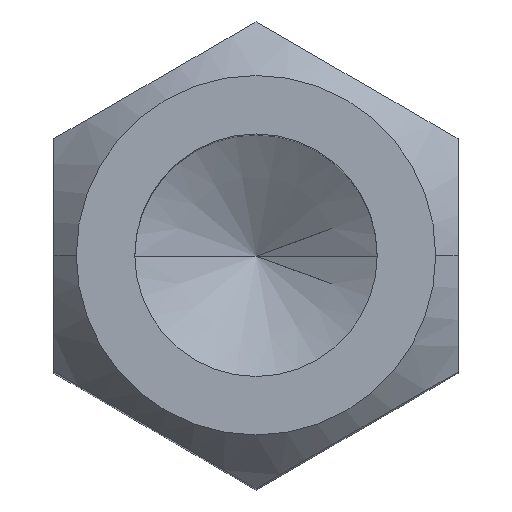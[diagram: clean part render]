
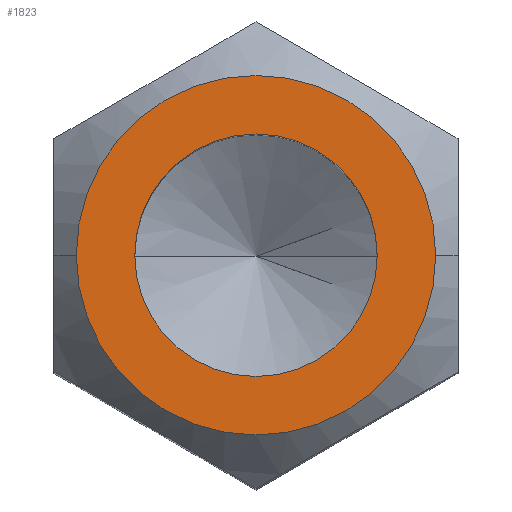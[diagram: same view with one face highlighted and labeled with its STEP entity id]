
A CAD part, top view. The second image highlights one B-rep face of the part: STEP entity #1823.
In plain terms, the highlighted planar face has unit normal (0, 0, 1).
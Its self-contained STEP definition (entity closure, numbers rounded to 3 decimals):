
#107 = DIRECTION ( 'NONE',  ( 1., 0., 0. ) ) ;
#156 = EDGE_CURVE ( 'NONE', #1755, #557, #410, .T. ) ;
#173 = ORIENTED_EDGE ( 'NONE', *, *, #156, .F. ) ;
#197 = FACE_OUTER_BOUND ( 'NONE', #874, .T. ) ;
#240 = CARTESIAN_POINT ( 'NONE',  ( 0., 0., 6. ) ) ;
#255 = CIRCLE ( 'NONE', #548, 1.65 ) ;
#310 = CIRCLE ( 'NONE', #1667, 1.65 ) ;
#402 = DIRECTION ( 'NONE',  ( 1., 0., 0. ) ) ;
#410 = CIRCLE ( 'NONE', #936, 2.446 ) ;
#548 = AXIS2_PLACEMENT_3D ( 'NONE', #549, #1616, #699 ) ;
#549 = CARTESIAN_POINT ( 'NONE',  ( 0., 0., 6. ) ) ;
#557 = VERTEX_POINT ( 'NONE', #1700 ) ;
#640 = ORIENTED_EDGE ( 'NONE', *, *, #685, .F. ) ;
#660 = PLANE ( 'NONE',  #890 ) ;
#685 = EDGE_CURVE ( 'NONE', #867, #872, #255, .T. ) ;
#699 = DIRECTION ( 'NONE',  ( 1., 0., 0. ) ) ;
#716 = CARTESIAN_POINT ( 'NONE',  ( 0., 0., 6. ) ) ;
#846 = ORIENTED_EDGE ( 'NONE', *, *, #1303, .F. ) ;
#867 = VERTEX_POINT ( 'NONE', #1050 ) ;
#868 = DIRECTION ( 'NONE',  ( 1., 0., 0. ) ) ;
#872 = VERTEX_POINT ( 'NONE', #1207 ) ;
#874 = EDGE_LOOP ( 'NONE', ( #173, #846 ) ) ;
#890 = AXIS2_PLACEMENT_3D ( 'NONE', #1421, #1273, #1724 ) ;
#921 = ORIENTED_EDGE ( 'NONE', *, *, #1551, .F. ) ;
#935 = CIRCLE ( 'NONE', #1789, 2.446 ) ;
#936 = AXIS2_PLACEMENT_3D ( 'NONE', #716, #1771, #868 ) ;
#1032 = DIRECTION ( 'NONE',  ( 0., 0., -1. ) ) ;
#1050 = CARTESIAN_POINT ( 'NONE',  ( 1.65, 0., 6. ) ) ;
#1090 = EDGE_LOOP ( 'NONE', ( #640, #921 ) ) ;
#1207 = CARTESIAN_POINT ( 'NONE',  ( -1.65, 0., 6. ) ) ;
#1226 = CARTESIAN_POINT ( 'NONE',  ( 2.446, 0., 6. ) ) ;
#1273 = DIRECTION ( 'NONE',  ( 0., 0., 1. ) ) ;
#1303 = EDGE_CURVE ( 'NONE', #557, #1755, #935, .T. ) ;
#1320 = DIRECTION ( 'NONE',  ( 0., 0., 1. ) ) ;
#1421 = CARTESIAN_POINT ( 'NONE',  ( 0., 0., 6. ) ) ;
#1551 = EDGE_CURVE ( 'NONE', #872, #867, #310, .T. ) ;
#1616 = DIRECTION ( 'NONE',  ( 0., 0., 1. ) ) ;
#1667 = AXIS2_PLACEMENT_3D ( 'NONE', #240, #1320, #402 ) ;
#1700 = CARTESIAN_POINT ( 'NONE',  ( -2.446, 0., 6. ) ) ;
#1724 = DIRECTION ( 'NONE',  ( 1., 0., 0. ) ) ;
#1755 = VERTEX_POINT ( 'NONE', #1226 ) ;
#1767 = FACE_BOUND ( 'NONE', #1090, .T. ) ;
#1771 = DIRECTION ( 'NONE',  ( 0., 0., -1. ) ) ;
#1789 = AXIS2_PLACEMENT_3D ( 'NONE', #1933, #1032, #107 ) ;
#1823 = ADVANCED_FACE ( 'NONE', ( #197, #1767 ), #660, .T. ) ;
#1933 = CARTESIAN_POINT ( 'NONE',  ( 0., 0., 6. ) ) ;
